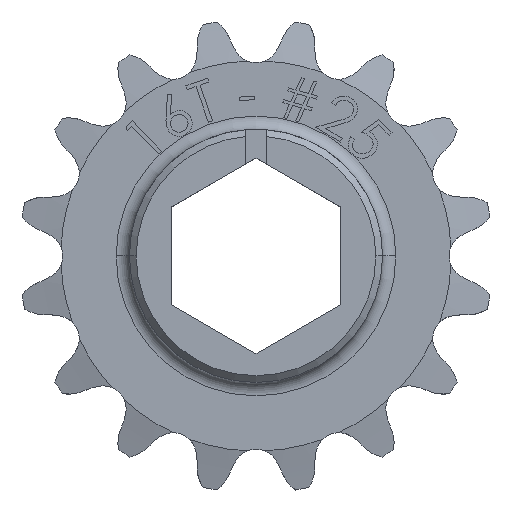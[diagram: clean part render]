
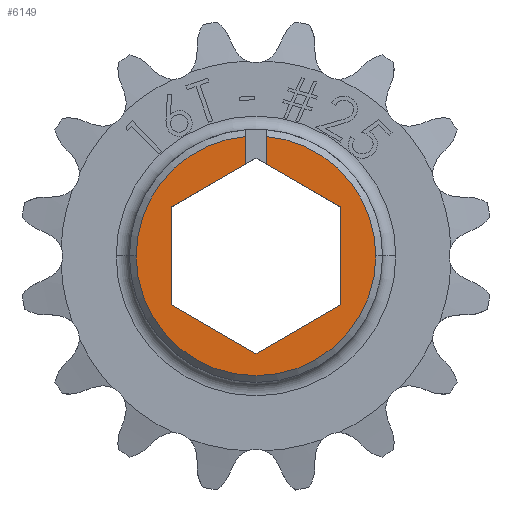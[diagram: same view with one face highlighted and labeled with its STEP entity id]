
A CAD part, top view. The second image highlights one B-rep face of the part: STEP entity #6149.
In plain terms, the highlighted planar face has unit normal (0, 0, 1).
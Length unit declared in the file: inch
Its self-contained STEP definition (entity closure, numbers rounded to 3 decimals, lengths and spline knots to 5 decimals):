
#105 = VERTEX_POINT ( 'NONE', #6701 ) ;
#251 = VECTOR ( 'NONE', #846, 39.37008 ) ;
#738 = LINE ( 'NONE', #9345, #5933 ) ;
#846 = DIRECTION ( 'NONE',  ( -0.866, 0.5, 0. ) ) ;
#979 = CARTESIAN_POINT ( 'NONE',  ( -0.251, 0.14491, 0.1875 ) ) ;
#1024 = AXIS2_PLACEMENT_3D ( 'NONE', #10585, #2927, #9045 ) ;
#1102 = PLANE ( 'NONE',  #5466 ) ;
#1113 = EDGE_CURVE ( 'NONE', #7215, #5668, #6464, .T. ) ;
#1169 = EDGE_CURVE ( 'NONE', #4652, #5189, #738, .T. ) ;
#1349 = LINE ( 'NONE', #1518, #9415 ) ;
#1351 = DIRECTION ( 'NONE',  ( -0.866, -0.5, 0. ) ) ;
#1431 = VERTEX_POINT ( 'NONE', #4798 ) ;
#1518 = CARTESIAN_POINT ( 'NONE',  ( 0.03125, 0.13096, 0.1875 ) ) ;
#1641 = EDGE_CURVE ( 'NONE', #105, #1431, #2732, .T. ) ;
#1770 = ORIENTED_EDGE ( 'NONE', *, *, #1641, .T. ) ;
#1955 = CARTESIAN_POINT ( 'NONE',  ( -0.03125, 0.35362, 0.1875 ) ) ;
#1970 = ORIENTED_EDGE ( 'NONE', *, *, #2902, .T. ) ;
#2083 = LINE ( 'NONE', #7353, #10023 ) ;
#2215 = CARTESIAN_POINT ( 'NONE',  ( -0.03125, 0.13096, 0.1875 ) ) ;
#2379 = CARTESIAN_POINT ( 'NONE',  ( 0., 0., 0.1875 ) ) ;
#2443 = CARTESIAN_POINT ( 'NONE',  ( 0., -0.28983, 0.1875 ) ) ;
#2732 = CIRCLE ( 'NONE', #9786, 0.355 ) ;
#2902 = EDGE_CURVE ( 'NONE', #1431, #2943, #4832, .T. ) ;
#2927 = DIRECTION ( 'NONE',  ( 0., 0., 1. ) ) ;
#2943 = VERTEX_POINT ( 'NONE', #8930 ) ;
#2969 = DIRECTION ( 'NONE',  ( 0., 0., 1. ) ) ;
#3020 = DIRECTION ( 'NONE',  ( 0., 1., 0. ) ) ;
#3040 = ORIENTED_EDGE ( 'NONE', *, *, #9036, .T. ) ;
#3049 = LINE ( 'NONE', #9960, #10252 ) ;
#3076 = VERTEX_POINT ( 'NONE', #979 ) ;
#3280 = VERTEX_POINT ( 'NONE', #6413 ) ;
#3452 = CARTESIAN_POINT ( 'NONE',  ( 0.251, 0.14491, 0.1875 ) ) ;
#3687 = VECTOR ( 'NONE', #4753, 39.37008 ) ;
#3768 = ORIENTED_EDGE ( 'NONE', *, *, #4322, .F. ) ;
#3878 = LINE ( 'NONE', #10792, #10064 ) ;
#3921 = ORIENTED_EDGE ( 'NONE', *, *, #1113, .F. ) ;
#4073 = DIRECTION ( 'NONE',  ( 0., 1., 0. ) ) ;
#4175 = DIRECTION ( 'NONE',  ( 0., 0., 1. ) ) ;
#4322 = EDGE_CURVE ( 'NONE', #8804, #2943, #1349, .T. ) ;
#4332 = AXIS2_PLACEMENT_3D ( 'NONE', #2379, #6637, #5158 ) ;
#4402 = ORIENTED_EDGE ( 'NONE', *, *, #7087, .F. ) ;
#4485 = VECTOR ( 'NONE', #9861, 39.37008 ) ;
#4652 = VERTEX_POINT ( 'NONE', #5356 ) ;
#4712 = ORIENTED_EDGE ( 'NONE', *, *, #5093, .F. ) ;
#4727 = CARTESIAN_POINT ( 'NONE',  ( 0., 0., 0.1875 ) ) ;
#4753 = DIRECTION ( 'NONE',  ( 0., -1., 0. ) ) ;
#4798 = CARTESIAN_POINT ( 'NONE',  ( 0.355, 0., 0.1875 ) ) ;
#4826 = DIRECTION ( 'NONE',  ( 0.866, -0.5, 0. ) ) ;
#4832 = CIRCLE ( 'NONE', #1024, 0.355 ) ;
#5093 = EDGE_CURVE ( 'NONE', #6292, #3280, #3878, .T. ) ;
#5130 = DIRECTION ( 'NONE',  ( 1., 0., 0. ) ) ;
#5137 = ORIENTED_EDGE ( 'NONE', *, *, #7048, .F. ) ;
#5158 = DIRECTION ( 'NONE',  ( 1., 0., 0. ) ) ;
#5189 = VERTEX_POINT ( 'NONE', #2443 ) ;
#5356 = CARTESIAN_POINT ( 'NONE',  ( -0.251, -0.14491, 0.1875 ) ) ;
#5369 = EDGE_CURVE ( 'NONE', #5668, #3076, #3049, .T. ) ;
#5466 = AXIS2_PLACEMENT_3D ( 'NONE', #4727, #2969, #9647 ) ;
#5546 = DIRECTION ( 'NONE',  ( 0.866, 0.5, 0. ) ) ;
#5668 = VERTEX_POINT ( 'NONE', #6268 ) ;
#5714 = LINE ( 'NONE', #6617, #3687 ) ;
#5797 = CARTESIAN_POINT ( 'NONE',  ( 0.251, -0.14491, 0.1875 ) ) ;
#5933 = VECTOR ( 'NONE', #4826, 39.37008 ) ;
#5972 = ORIENTED_EDGE ( 'NONE', *, *, #5369, .F. ) ;
#6149 = ADVANCED_FACE ( 'NONE', ( #10794 ), #1102, .T. ) ;
#6268 = CARTESIAN_POINT ( 'NONE',  ( -0.03125, 0.27179, 0.1875 ) ) ;
#6292 = VERTEX_POINT ( 'NONE', #5797 ) ;
#6413 = CARTESIAN_POINT ( 'NONE',  ( 0.251, 0.14491, 0.1875 ) ) ;
#6464 = LINE ( 'NONE', #2215, #4485 ) ;
#6617 = CARTESIAN_POINT ( 'NONE',  ( -0.251, 0.14491, 0.1875 ) ) ;
#6637 = DIRECTION ( 'NONE',  ( 0., 0., 1. ) ) ;
#6701 = CARTESIAN_POINT ( 'NONE',  ( -0.355, 0., 0.1875 ) ) ;
#6831 = EDGE_CURVE ( 'NONE', #3280, #8804, #8434, .T. ) ;
#7048 = EDGE_CURVE ( 'NONE', #3076, #4652, #5714, .T. ) ;
#7087 = EDGE_CURVE ( 'NONE', #5189, #6292, #2083, .T. ) ;
#7130 = EDGE_LOOP ( 'NONE', ( #3768, #7983, #4712, #4402, #7801, #5137, #5972, #3921, #3040, #1770, #1970 ) ) ;
#7215 = VERTEX_POINT ( 'NONE', #1955 ) ;
#7353 = CARTESIAN_POINT ( 'NONE',  ( 0., -0.28983, 0.1875 ) ) ;
#7801 = ORIENTED_EDGE ( 'NONE', *, *, #1169, .F. ) ;
#7983 = ORIENTED_EDGE ( 'NONE', *, *, #6831, .F. ) ;
#8118 = CIRCLE ( 'NONE', #4332, 0.355 ) ;
#8434 = LINE ( 'NONE', #3452, #251 ) ;
#8464 = CARTESIAN_POINT ( 'NONE',  ( 0., 0., 0.1875 ) ) ;
#8804 = VERTEX_POINT ( 'NONE', #10838 ) ;
#8930 = CARTESIAN_POINT ( 'NONE',  ( 0.03125, 0.35362, 0.1875 ) ) ;
#9036 = EDGE_CURVE ( 'NONE', #7215, #105, #8118, .T. ) ;
#9045 = DIRECTION ( 'NONE',  ( 1., 0., 0. ) ) ;
#9345 = CARTESIAN_POINT ( 'NONE',  ( -0.251, -0.14491, 0.1875 ) ) ;
#9415 = VECTOR ( 'NONE', #4073, 39.37008 ) ;
#9647 = DIRECTION ( 'NONE',  ( 1., 0., 0. ) ) ;
#9786 = AXIS2_PLACEMENT_3D ( 'NONE', #8464, #4175, #5130 ) ;
#9861 = DIRECTION ( 'NONE',  ( 0., -1., 0. ) ) ;
#9960 = CARTESIAN_POINT ( 'NONE',  ( 0., 0.28983, 0.1875 ) ) ;
#10023 = VECTOR ( 'NONE', #5546, 39.37008 ) ;
#10064 = VECTOR ( 'NONE', #3020, 39.37008 ) ;
#10252 = VECTOR ( 'NONE', #1351, 39.37008 ) ;
#10585 = CARTESIAN_POINT ( 'NONE',  ( 0., 0., 0.1875 ) ) ;
#10792 = CARTESIAN_POINT ( 'NONE',  ( 0.251, -0.14491, 0.1875 ) ) ;
#10794 = FACE_OUTER_BOUND ( 'NONE', #7130, .T. ) ;
#10838 = CARTESIAN_POINT ( 'NONE',  ( 0.03125, 0.27179, 0.1875 ) ) ;
